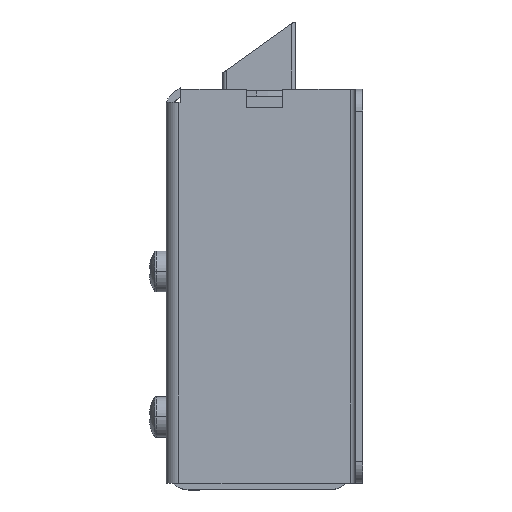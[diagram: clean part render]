
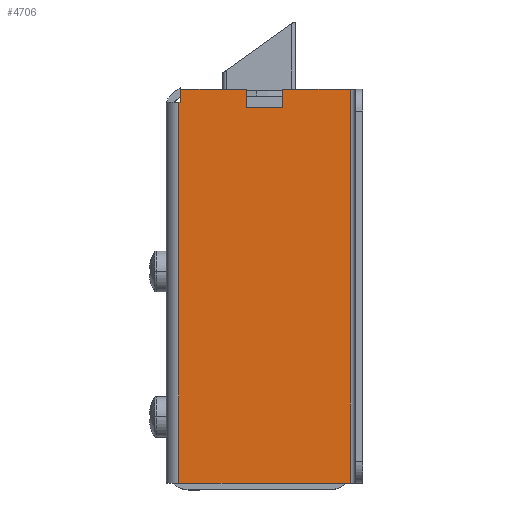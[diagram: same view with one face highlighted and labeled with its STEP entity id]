
A CAD part, top view. The second image highlights one B-rep face of the part: STEP entity #4706.
In plain terms, the highlighted face is planar.
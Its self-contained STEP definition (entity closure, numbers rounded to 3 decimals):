
#62 = DIRECTION ( 'NONE',  ( 1., 0., 0. ) ) ;
#389 = LINE ( 'NONE', #2880, #4585 ) ;
#608 = LINE ( 'NONE', #2513, #7032 ) ;
#651 = CARTESIAN_POINT ( 'NONE',  ( 27.95, 25., -11.75 ) ) ;
#696 = CARTESIAN_POINT ( 'NONE',  ( 0., 24.263, -11.75 ) ) ;
#755 = VERTEX_POINT ( 'NONE', #3157 ) ;
#805 = LINE ( 'NONE', #5908, #4921 ) ;
#1028 = ORIENTED_EDGE ( 'NONE', *, *, #7896, .T. ) ;
#1034 = VERTEX_POINT ( 'NONE', #6319 ) ;
#1051 = CARTESIAN_POINT ( 'NONE',  ( 27.95, 10., -11.75 ) ) ;
#1065 = PLANE ( 'NONE',  #4870 ) ;
#1381 = ORIENTED_EDGE ( 'NONE', *, *, #7412, .T. ) ;
#1428 = VERTEX_POINT ( 'NONE', #6698 ) ;
#1473 = VERTEX_POINT ( 'NONE', #3666 ) ;
#1555 = EDGE_LOOP ( 'NONE', ( #5051, #5191, #2026, #4179, #4058, #5918, #5878, #1962, #1381, #1028 ) ) ;
#1733 = EDGE_CURVE ( 'NONE', #1473, #1034, #6214, .T. ) ;
#1871 = VECTOR ( 'NONE', #3124, 1000. ) ;
#1962 = ORIENTED_EDGE ( 'NONE', *, *, #1733, .F. ) ;
#2026 = ORIENTED_EDGE ( 'NONE', *, *, #6477, .F. ) ;
#2285 = VECTOR ( 'NONE', #5796, 1000. ) ;
#2354 = CARTESIAN_POINT ( 'NONE',  ( 26.15, 0., -11.75 ) ) ;
#2393 = DIRECTION ( 'NONE',  ( 0., -1., 0. ) ) ;
#2513 = CARTESIAN_POINT ( 'NONE',  ( 27.95, 10., -11.75 ) ) ;
#2642 = LINE ( 'NONE', #696, #6083 ) ;
#2869 = CARTESIAN_POINT ( 'NONE',  ( 25.45, 10., -11.75 ) ) ;
#2880 = CARTESIAN_POINT ( 'NONE',  ( -26.15, 0., -11.75 ) ) ;
#2963 = LINE ( 'NONE', #2354, #6177 ) ;
#3001 = CARTESIAN_POINT ( 'NONE',  ( 27.95, 25., -11.75 ) ) ;
#3124 = DIRECTION ( 'NONE',  ( 0., 1., 0. ) ) ;
#3149 = CARTESIAN_POINT ( 'NONE',  ( 25.45, 15., -11.75 ) ) ;
#3157 = CARTESIAN_POINT ( 'NONE',  ( 25.45, 10., -11.75 ) ) ;
#3263 = DIRECTION ( 'NONE',  ( 1., 0., 0. ) ) ;
#3322 = CARTESIAN_POINT ( 'NONE',  ( 27.95, 15., -11.75 ) ) ;
#3363 = VERTEX_POINT ( 'NONE', #4693 ) ;
#3527 = DIRECTION ( 'NONE',  ( 0., 0., 1. ) ) ;
#3559 = DIRECTION ( 'NONE',  ( 0., 1., 0. ) ) ;
#3666 = CARTESIAN_POINT ( 'NONE',  ( 27.95, 15., -11.75 ) ) ;
#3938 = LINE ( 'NONE', #3322, #2285 ) ;
#3988 = EDGE_CURVE ( 'NONE', #755, #4844, #608, .T. ) ;
#4001 = EDGE_CURVE ( 'NONE', #1034, #1428, #2642, .T. ) ;
#4058 = ORIENTED_EDGE ( 'NONE', *, *, #4433, .F. ) ;
#4108 = VERTEX_POINT ( 'NONE', #4193 ) ;
#4179 = ORIENTED_EDGE ( 'NONE', *, *, #6155, .F. ) ;
#4180 = DIRECTION ( 'NONE',  ( 0., -1., 0. ) ) ;
#4193 = CARTESIAN_POINT ( 'NONE',  ( 26.15, 0.737, -11.75 ) ) ;
#4264 = CARTESIAN_POINT ( 'NONE',  ( 0., 0.737, -11.75 ) ) ;
#4269 = LINE ( 'NONE', #3001, #8044 ) ;
#4433 = EDGE_CURVE ( 'NONE', #3363, #4108, #4766, .T. ) ;
#4585 = VECTOR ( 'NONE', #2393, 1000. ) ;
#4693 = CARTESIAN_POINT ( 'NONE',  ( -26.15, 0.737, -11.75 ) ) ;
#4706 = ADVANCED_FACE ( 'NONE', ( #5961 ), #1065, .F. ) ;
#4708 = EDGE_CURVE ( 'NONE', #1428, #3363, #389, .T. ) ;
#4766 = LINE ( 'NONE', #4264, #6093 ) ;
#4818 = DIRECTION ( 'NONE',  ( 1., 0., 0. ) ) ;
#4844 = VERTEX_POINT ( 'NONE', #1051 ) ;
#4870 = AXIS2_PLACEMENT_3D ( 'NONE', #6602, #3527, #4818 ) ;
#4921 = VECTOR ( 'NONE', #3263, 1000. ) ;
#5051 = ORIENTED_EDGE ( 'NONE', *, *, #3988, .T. ) ;
#5191 = ORIENTED_EDGE ( 'NONE', *, *, #6107, .F. ) ;
#5349 = VERTEX_POINT ( 'NONE', #7182 ) ;
#5621 = DIRECTION ( 'NONE',  ( 1., 0., 0. ) ) ;
#5796 = DIRECTION ( 'NONE',  ( -1., 0., 0. ) ) ;
#5878 = ORIENTED_EDGE ( 'NONE', *, *, #4001, .F. ) ;
#5908 = CARTESIAN_POINT ( 'NONE',  ( 26.15, 1., -11.75 ) ) ;
#5918 = ORIENTED_EDGE ( 'NONE', *, *, #4708, .F. ) ;
#5938 = VERTEX_POINT ( 'NONE', #7795 ) ;
#5961 = FACE_OUTER_BOUND ( 'NONE', #1555, .T. ) ;
#6083 = VECTOR ( 'NONE', #6131, 1000. ) ;
#6093 = VECTOR ( 'NONE', #5621, 1000. ) ;
#6107 = EDGE_CURVE ( 'NONE', #5349, #4844, #4269, .T. ) ;
#6131 = DIRECTION ( 'NONE',  ( -1., 0., 0. ) ) ;
#6155 = EDGE_CURVE ( 'NONE', #4108, #5938, #2963, .T. ) ;
#6177 = VECTOR ( 'NONE', #7545, 1000. ) ;
#6214 = LINE ( 'NONE', #651, #1871 ) ;
#6318 = VERTEX_POINT ( 'NONE', #3149 ) ;
#6319 = CARTESIAN_POINT ( 'NONE',  ( 27.95, 24.263, -11.75 ) ) ;
#6477 = EDGE_CURVE ( 'NONE', #5938, #5349, #805, .T. ) ;
#6571 = VECTOR ( 'NONE', #4180, 1000. ) ;
#6602 = CARTESIAN_POINT ( 'NONE',  ( 0., 0., -11.75 ) ) ;
#6698 = CARTESIAN_POINT ( 'NONE',  ( -26.15, 24.263, -11.75 ) ) ;
#6710 = LINE ( 'NONE', #2869, #6571 ) ;
#7032 = VECTOR ( 'NONE', #62, 1000. ) ;
#7182 = CARTESIAN_POINT ( 'NONE',  ( 27.95, 1., -11.75 ) ) ;
#7412 = EDGE_CURVE ( 'NONE', #1473, #6318, #3938, .T. ) ;
#7545 = DIRECTION ( 'NONE',  ( 0., 1., 0. ) ) ;
#7795 = CARTESIAN_POINT ( 'NONE',  ( 26.15, 1., -11.75 ) ) ;
#7896 = EDGE_CURVE ( 'NONE', #6318, #755, #6710, .T. ) ;
#8044 = VECTOR ( 'NONE', #3559, 1000. ) ;
